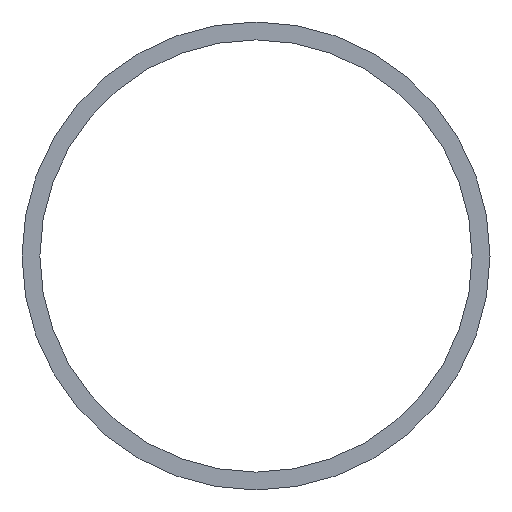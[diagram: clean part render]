
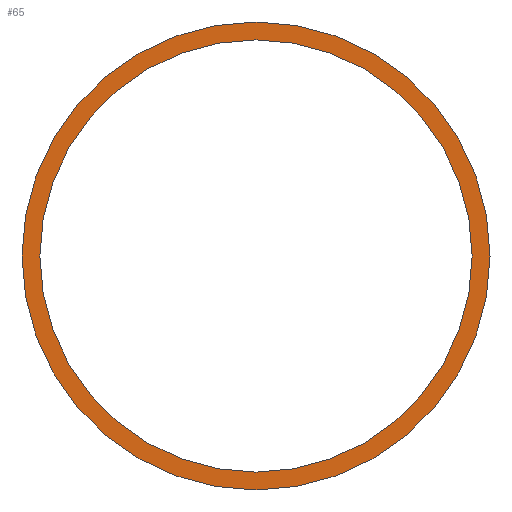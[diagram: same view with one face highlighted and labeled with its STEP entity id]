
A CAD part, left-side view. The second image highlights one B-rep face of the part: STEP entity #65.
In plain terms, the highlighted planar face has unit normal (-1, 0, 0).
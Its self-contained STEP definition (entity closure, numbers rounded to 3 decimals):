
#55 = EDGE_CURVE( '', #89, #63, #126, .T. );
#59 = EDGE_CURVE( '', #95, #103, #131, .T. );
#63 = VERTEX_POINT( '', #135 );
#65 = ADVANCED_FACE( '', ( #137, #138 ), #139, .F. );
#83 = EDGE_CURVE( '', #63, #89, #159, .T. );
#87 = EDGE_CURVE( '', #103, #95, #163, .T. );
#89 = VERTEX_POINT( '', #165 );
#95 = VERTEX_POINT( '', #173 );
#103 = VERTEX_POINT( '', #181 );
#126 = CIRCLE( '', #195, 129.3 );
#131 = CIRCLE( '', #201, 140. );
#135 = CARTESIAN_POINT( '', ( 0., 0., 129.3 ) );
#137 = FACE_OUTER_BOUND( '', #209, .T. );
#138 = FACE_BOUND( '', #210, .T. );
#139 = PLANE( '', #211 );
#159 = CIRCLE( '', #240, 129.3 );
#163 = CIRCLE( '', #245, 140. );
#165 = CARTESIAN_POINT( '', ( 0., 0., -129.3 ) );
#173 = CARTESIAN_POINT( '', ( 0., 0., 140. ) );
#181 = CARTESIAN_POINT( '', ( 0., 0., -140. ) );
#195 = AXIS2_PLACEMENT_3D( '', #274, #275, #276 );
#201 = AXIS2_PLACEMENT_3D( '', #285, #286, #287 );
#209 = EDGE_LOOP( '', ( #290, #291 ) );
#210 = EDGE_LOOP( '', ( #292, #293 ) );
#211 = AXIS2_PLACEMENT_3D( '', #294, #295, #296 );
#240 = AXIS2_PLACEMENT_3D( '', #327, #328, #329 );
#245 = AXIS2_PLACEMENT_3D( '', #330, #331, #332 );
#274 = CARTESIAN_POINT( '', ( 0., 0., 0. ) );
#275 = DIRECTION( '', ( 1., 0., 0. ) );
#276 = DIRECTION( '', ( 0., 0., -1. ) );
#285 = CARTESIAN_POINT( '', ( 0., 0., 0. ) );
#286 = DIRECTION( '', ( 1., 0., 0. ) );
#287 = DIRECTION( '', ( 0., 0., -1. ) );
#290 = ORIENTED_EDGE( '', *, *, #87, .F. );
#291 = ORIENTED_EDGE( '', *, *, #59, .F. );
#292 = ORIENTED_EDGE( '', *, *, #55, .T. );
#293 = ORIENTED_EDGE( '', *, *, #83, .T. );
#294 = CARTESIAN_POINT( '', ( 0., 0., 0. ) );
#295 = DIRECTION( '', ( 1., 0., 0. ) );
#296 = DIRECTION( '', ( 0., 0., -1. ) );
#327 = CARTESIAN_POINT( '', ( 0., 0., 0. ) );
#328 = DIRECTION( '', ( 1., 0., 0. ) );
#329 = DIRECTION( '', ( 0., 0., -1. ) );
#330 = CARTESIAN_POINT( '', ( 0., 0., 0. ) );
#331 = DIRECTION( '', ( 1., 0., 0. ) );
#332 = DIRECTION( '', ( 0., 0., -1. ) );
